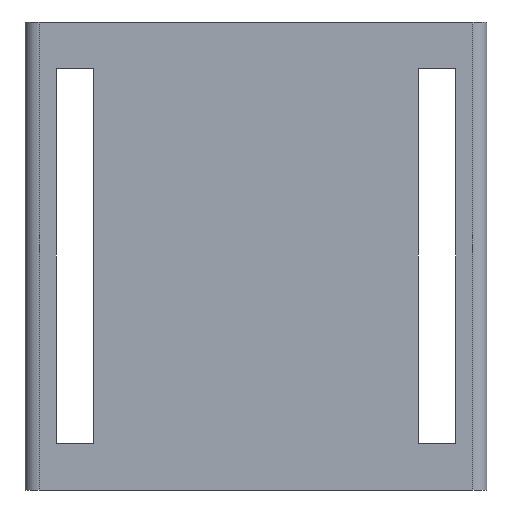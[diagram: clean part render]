
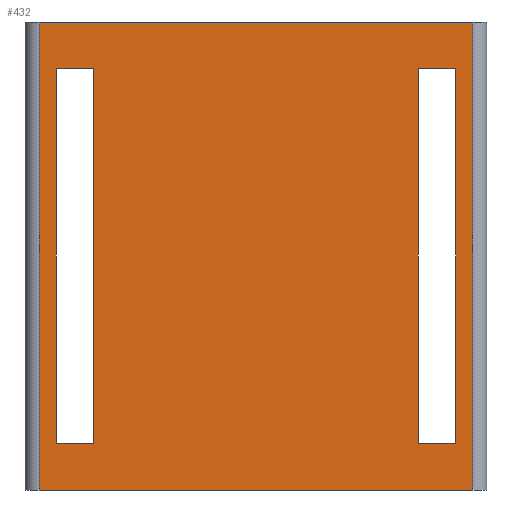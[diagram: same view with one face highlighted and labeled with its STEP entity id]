
A CAD part, front view. The second image highlights one B-rep face of the part: STEP entity #432.
In plain terms, the highlighted planar face has unit normal (0, -1, 0).
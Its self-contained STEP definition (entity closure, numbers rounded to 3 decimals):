
#1 = VECTOR ( 'NONE', #336, 1000. ) ;
#62 = FACE_BOUND ( 'NONE', #975, .T. ) ;
#69 = FACE_BOUND ( 'NONE', #960, .T. ) ;
#89 = CARTESIAN_POINT ( 'NONE',  ( -16.033, 0., -38.494 ) ) ;
#91 = ORIENTED_EDGE ( 'NONE', *, *, #452, .F. ) ;
#101 = CARTESIAN_POINT ( 'NONE',  ( 28.466, 0., 6.506 ) ) ;
#113 = LINE ( 'NONE', #1020, #136 ) ;
#126 = DIRECTION ( 'NONE',  ( -1., 0., 0. ) ) ;
#132 = CARTESIAN_POINT ( 'NONE',  ( -14.2, 0., -33.494 ) ) ;
#136 = VECTOR ( 'NONE', #997, 1000. ) ;
#172 = LINE ( 'NONE', #516, #1397 ) ;
#199 = DIRECTION ( 'NONE',  ( 0., 0., 1. ) ) ;
#203 = DIRECTION ( 'NONE',  ( 0., 0., -1. ) ) ;
#204 = EDGE_CURVE ( 'NONE', #370, #1370, #607, .T. ) ;
#208 = VERTEX_POINT ( 'NONE', #700 ) ;
#268 = VERTEX_POINT ( 'NONE', #132 ) ;
#285 = DIRECTION ( 'NONE',  ( 0., 0., -1. ) ) ;
#296 = ORIENTED_EDGE ( 'NONE', *, *, #776, .T. ) ;
#333 = LINE ( 'NONE', #1366, #548 ) ;
#336 = DIRECTION ( 'NONE',  ( 0., 0., 1. ) ) ;
#370 = VERTEX_POINT ( 'NONE', #963 ) ;
#397 = PLANE ( 'NONE',  #1399 ) ;
#405 = DIRECTION ( 'NONE',  ( 1., 0., 0. ) ) ;
#429 = CARTESIAN_POINT ( 'NONE',  ( -17.533, 0., 11.506 ) ) ;
#432 = ADVANCED_FACE ( 'NONE', ( #615, #69, #62 ), #397, .T. ) ;
#452 = EDGE_CURVE ( 'NONE', #522, #1032, #972, .T. ) ;
#453 = VERTEX_POINT ( 'NONE', #101 ) ;
#502 = EDGE_LOOP ( 'NONE', ( #91, #1065, #791, #1237 ) ) ;
#505 = DIRECTION ( 'NONE',  ( 1., 0., 0. ) ) ;
#512 = EDGE_CURVE ( 'NONE', #1370, #558, #1442, .T. ) ;
#516 = CARTESIAN_POINT ( 'NONE',  ( 28.466, 0., 6.506 ) ) ;
#522 = VERTEX_POINT ( 'NONE', #1090 ) ;
#526 = LINE ( 'NONE', #1448, #678 ) ;
#529 = ORIENTED_EDGE ( 'NONE', *, *, #512, .T. ) ;
#548 = VECTOR ( 'NONE', #126, 1000. ) ;
#551 = EDGE_CURVE ( 'NONE', #268, #370, #526, .T. ) ;
#558 = VERTEX_POINT ( 'NONE', #998 ) ;
#572 = VECTOR ( 'NONE', #1346, 1000. ) ;
#585 = VECTOR ( 'NONE', #1333, 1000. ) ;
#592 = CARTESIAN_POINT ( 'NONE',  ( -14.2, 0., 6.506 ) ) ;
#603 = CARTESIAN_POINT ( 'NONE',  ( 30.299, 0., 11.506 ) ) ;
#607 = LINE ( 'NONE', #592, #1426 ) ;
#608 = CARTESIAN_POINT ( 'NONE',  ( 24.466, 0., 6.506 ) ) ;
#615 = FACE_OUTER_BOUND ( 'NONE', #502, .T. ) ;
#621 = EDGE_CURVE ( 'NONE', #748, #1032, #1012, .T. ) ;
#657 = EDGE_CURVE ( 'NONE', #208, #977, #1324, .T. ) ;
#678 = VECTOR ( 'NONE', #1215, 1000. ) ;
#700 = CARTESIAN_POINT ( 'NONE',  ( 24.466, 0., -33.494 ) ) ;
#719 = CARTESIAN_POINT ( 'NONE',  ( 28.466, 0., -33.494 ) ) ;
#725 = LINE ( 'NONE', #1392, #1109 ) ;
#748 = VERTEX_POINT ( 'NONE', #1218 ) ;
#752 = EDGE_CURVE ( 'NONE', #748, #757, #771, .T. ) ;
#756 = VECTOR ( 'NONE', #405, 1000. ) ;
#757 = VERTEX_POINT ( 'NONE', #89 ) ;
#771 = LINE ( 'NONE', #1103, #572 ) ;
#776 = EDGE_CURVE ( 'NONE', #558, #268, #333, .T. ) ;
#791 = ORIENTED_EDGE ( 'NONE', *, *, #752, .F. ) ;
#795 = ORIENTED_EDGE ( 'NONE', *, *, #204, .T. ) ;
#851 = CARTESIAN_POINT ( 'NONE',  ( 0., 0., 0. ) ) ;
#878 = ORIENTED_EDGE ( 'NONE', *, *, #657, .T. ) ;
#936 = CARTESIAN_POINT ( 'NONE',  ( -10.2, 0., 6.506 ) ) ;
#951 = ORIENTED_EDGE ( 'NONE', *, *, #1249, .T. ) ;
#954 = VECTOR ( 'NONE', #199, 1000. ) ;
#960 = EDGE_LOOP ( 'NONE', ( #1294, #1264, #951, #878 ) ) ;
#963 = CARTESIAN_POINT ( 'NONE',  ( -14.2, 0., 6.506 ) ) ;
#968 = DIRECTION ( 'NONE',  ( 0., 0., -1. ) ) ;
#972 = LINE ( 'NONE', #429, #756 ) ;
#974 = VERTEX_POINT ( 'NONE', #719 ) ;
#975 = EDGE_LOOP ( 'NONE', ( #296, #1105, #795, #529 ) ) ;
#977 = VERTEX_POINT ( 'NONE', #608 ) ;
#997 = DIRECTION ( 'NONE',  ( -1., 0., 0. ) ) ;
#998 = CARTESIAN_POINT ( 'NONE',  ( -10.2, 0., -33.494 ) ) ;
#1009 = EDGE_CURVE ( 'NONE', #453, #974, #172, .T. ) ;
#1012 = LINE ( 'NONE', #1467, #1 ) ;
#1020 = CARTESIAN_POINT ( 'NONE',  ( 28.466, 0., -33.494 ) ) ;
#1032 = VERTEX_POINT ( 'NONE', #603 ) ;
#1065 = ORIENTED_EDGE ( 'NONE', *, *, #1192, .T. ) ;
#1090 = CARTESIAN_POINT ( 'NONE',  ( -16.033, 0., 11.506 ) ) ;
#1103 = CARTESIAN_POINT ( 'NONE',  ( -17.533, 0., -38.494 ) ) ;
#1105 = ORIENTED_EDGE ( 'NONE', *, *, #551, .T. ) ;
#1109 = VECTOR ( 'NONE', #1147, 1000. ) ;
#1130 = LINE ( 'NONE', #1471, #585 ) ;
#1137 = VECTOR ( 'NONE', #203, 1000. ) ;
#1147 = DIRECTION ( 'NONE',  ( 1., 0., 0. ) ) ;
#1192 = EDGE_CURVE ( 'NONE', #522, #757, #1130, .T. ) ;
#1215 = DIRECTION ( 'NONE',  ( 0., 0., 1. ) ) ;
#1218 = CARTESIAN_POINT ( 'NONE',  ( 30.299, 0., -38.494 ) ) ;
#1237 = ORIENTED_EDGE ( 'NONE', *, *, #621, .T. ) ;
#1249 = EDGE_CURVE ( 'NONE', #974, #208, #113, .T. ) ;
#1264 = ORIENTED_EDGE ( 'NONE', *, *, #1009, .T. ) ;
#1294 = ORIENTED_EDGE ( 'NONE', *, *, #1389, .T. ) ;
#1324 = LINE ( 'NONE', #1337, #954 ) ;
#1333 = DIRECTION ( 'NONE',  ( 0., 0., -1. ) ) ;
#1337 = CARTESIAN_POINT ( 'NONE',  ( 24.466, 0., 6.506 ) ) ;
#1346 = DIRECTION ( 'NONE',  ( -1., 0., 0. ) ) ;
#1366 = CARTESIAN_POINT ( 'NONE',  ( -14.2, 0., -33.494 ) ) ;
#1370 = VERTEX_POINT ( 'NONE', #936 ) ;
#1385 = DIRECTION ( 'NONE',  ( 0., -1., 0. ) ) ;
#1389 = EDGE_CURVE ( 'NONE', #977, #453, #725, .T. ) ;
#1392 = CARTESIAN_POINT ( 'NONE',  ( 28.466, 0., 6.506 ) ) ;
#1397 = VECTOR ( 'NONE', #968, 1000. ) ;
#1399 = AXIS2_PLACEMENT_3D ( 'NONE', #851, #1385, #285 ) ;
#1426 = VECTOR ( 'NONE', #505, 1000. ) ;
#1442 = LINE ( 'NONE', #1454, #1137 ) ;
#1448 = CARTESIAN_POINT ( 'NONE',  ( -14.2, 0., -33.494 ) ) ;
#1454 = CARTESIAN_POINT ( 'NONE',  ( -10.2, 0., -33.494 ) ) ;
#1467 = CARTESIAN_POINT ( 'NONE',  ( 30.299, 0., 11.506 ) ) ;
#1471 = CARTESIAN_POINT ( 'NONE',  ( -16.033, 0., -38.494 ) ) ;
